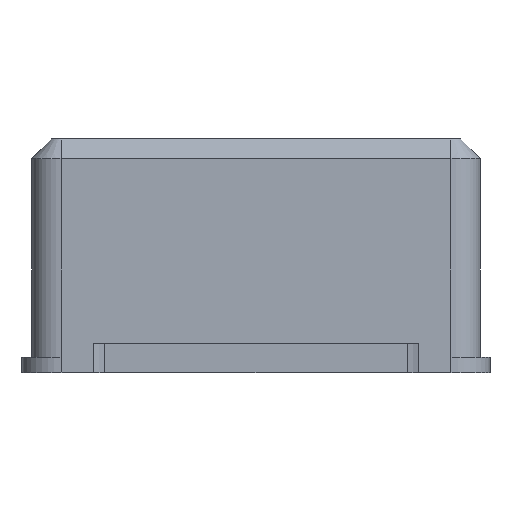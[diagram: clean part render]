
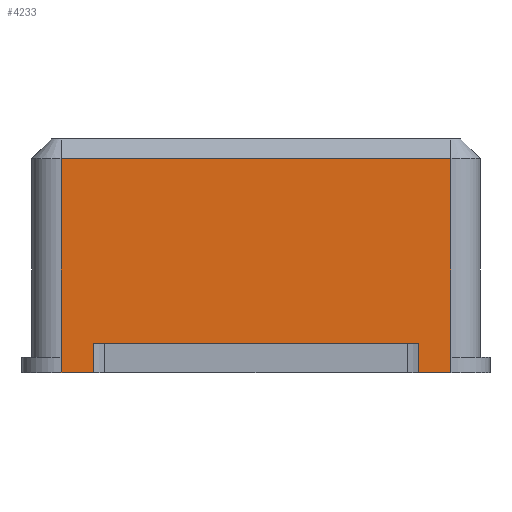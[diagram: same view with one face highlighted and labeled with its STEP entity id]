
A CAD part, front view. The second image highlights one B-rep face of the part: STEP entity #4233.
In plain terms, the highlighted planar face has unit normal (0, -1, 0).
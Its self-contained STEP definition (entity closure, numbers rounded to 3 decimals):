
#86=PLANE('',#4561);
#138=LINE('',#5696,#373);
#142=LINE('',#5704,#377);
#145=LINE('',#5710,#380);
#294=LINE('',#6322,#529);
#295=LINE('',#6324,#530);
#296=LINE('',#6325,#531);
#297=LINE('',#6327,#532);
#298=LINE('',#6329,#533);
#299=LINE('',#6331,#534);
#300=LINE('',#6333,#535);
#373=VECTOR('',#4718,1000.);
#377=VECTOR('',#4724,1000.);
#380=VECTOR('',#4729,1000.);
#529=VECTOR('',#5348,1000.);
#530=VECTOR('',#5351,1000.);
#531=VECTOR('',#5352,1000.);
#532=VECTOR('',#5353,1000.);
#533=VECTOR('',#5354,1000.);
#534=VECTOR('',#5355,1000.);
#535=VECTOR('',#5356,1000.);
#1067=ORIENTED_EDGE('',*,*,#1506,.F.);
#1068=ORIENTED_EDGE('',*,*,#1509,.F.);
#1069=ORIENTED_EDGE('',*,*,#1801,.T.);
#1070=ORIENTED_EDGE('',*,*,#1800,.T.);
#1071=ORIENTED_EDGE('',*,*,#1802,.T.);
#1072=ORIENTED_EDGE('',*,*,#1803,.T.);
#1073=ORIENTED_EDGE('',*,*,#1804,.F.);
#1074=ORIENTED_EDGE('',*,*,#1805,.T.);
#1075=ORIENTED_EDGE('',*,*,#1806,.T.);
#1076=ORIENTED_EDGE('',*,*,#1502,.F.);
#1502=EDGE_CURVE('',#1941,#1942,#138,.T.);
#1506=EDGE_CURVE('',#1944,#1941,#142,.T.);
#1509=EDGE_CURVE('',#1946,#1944,#145,.T.);
#1800=EDGE_CURVE('',#2162,#2165,#294,.T.);
#1801=EDGE_CURVE('',#1946,#2162,#295,.T.);
#1802=EDGE_CURVE('',#2165,#2166,#296,.T.);
#1803=EDGE_CURVE('',#2166,#2167,#297,.T.);
#1804=EDGE_CURVE('',#2168,#2167,#298,.T.);
#1805=EDGE_CURVE('',#2168,#2169,#299,.T.);
#1806=EDGE_CURVE('',#2169,#1942,#300,.T.);
#1941=VERTEX_POINT('',#5695);
#1942=VERTEX_POINT('',#5697);
#1944=VERTEX_POINT('',#5703);
#1946=VERTEX_POINT('',#5709);
#2162=VERTEX_POINT('',#6316);
#2165=VERTEX_POINT('',#6321);
#2166=VERTEX_POINT('',#6326);
#2167=VERTEX_POINT('',#6328);
#2168=VERTEX_POINT('',#6330);
#2169=VERTEX_POINT('',#6332);
#2537=EDGE_LOOP('',(#1067,#1068,#1069,#1070,#1071,#1072,#1073,#1074,#1075,
#1076));
#2751=FACE_BOUND('',#2537,.T.);
#4233=ADVANCED_FACE('',(#2751),#86,.F.);
#4561=AXIS2_PLACEMENT_3D('',#6323,#5349,#5350);
#4718=DIRECTION('',(0.,0.,-1.));
#4724=DIRECTION('',(-1.,0.,0.));
#4729=DIRECTION('',(0.,0.,1.));
#5348=DIRECTION('',(0.,0.,1.));
#5349=DIRECTION('',(0.,1.,0.));
#5350=DIRECTION('',(0.,0.,1.));
#5351=DIRECTION('',(1.,0.,0.));
#5352=DIRECTION('',(0.,0.,1.));
#5353=DIRECTION('',(-1.,0.,0.));
#5354=DIRECTION('',(0.,0.,1.));
#5355=DIRECTION('',(0.,0.,-1.));
#5356=DIRECTION('',(1.,0.,0.));
#5695=CARTESIAN_POINT('',(-8.344,-18.5,0.));
#5696=CARTESIAN_POINT('',(-8.344,-18.5,-1.5));
#5697=CARTESIAN_POINT('',(-8.344,-18.5,-1.5));
#5703=CARTESIAN_POINT('',(8.344,-18.5,0.));
#5704=CARTESIAN_POINT('',(-8.344,-18.5,0.));
#5709=CARTESIAN_POINT('',(8.344,-18.5,-1.5));
#5710=CARTESIAN_POINT('',(8.344,-18.5,-1.5));
#6316=CARTESIAN_POINT('',(10.,-18.5,-1.5));
#6321=CARTESIAN_POINT('',(10.,-18.5,-0.7));
#6322=CARTESIAN_POINT('',(10.,-18.5,-0.7));
#6323=CARTESIAN_POINT('',(-10.5,-18.5,10.5));
#6324=CARTESIAN_POINT('',(-10.5,-18.5,-1.5));
#6325=CARTESIAN_POINT('',(10.,-18.5,10.5));
#6326=CARTESIAN_POINT('',(10.,-18.5,9.5));
#6327=CARTESIAN_POINT('',(-10.,-18.5,9.5));
#6328=CARTESIAN_POINT('',(-10.,-18.5,9.5));
#6329=CARTESIAN_POINT('',(-10.,-18.5,0.8));
#6330=CARTESIAN_POINT('',(-10.,-18.5,-0.7));
#6331=CARTESIAN_POINT('',(-10.,-18.5,-1.5));
#6332=CARTESIAN_POINT('',(-10.,-18.5,-1.5));
#6333=CARTESIAN_POINT('',(-10.5,-18.5,-1.5));
